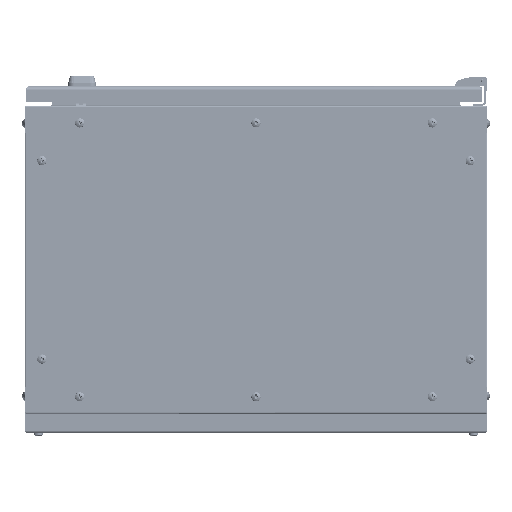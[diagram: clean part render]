
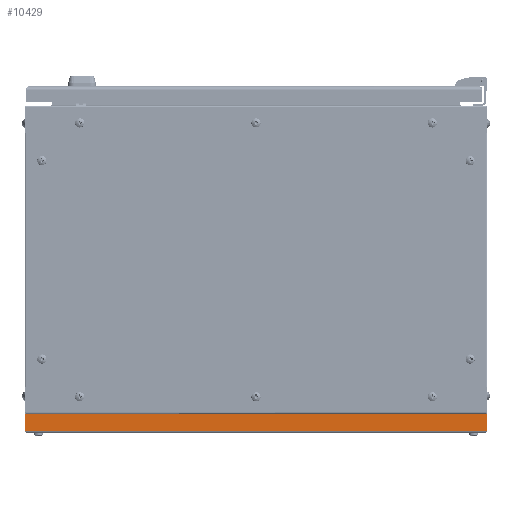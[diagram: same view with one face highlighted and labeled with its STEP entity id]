
A CAD part, front view. The second image highlights one B-rep face of the part: STEP entity #10429.
In plain terms, the highlighted planar face has unit normal (0, -1, 0).
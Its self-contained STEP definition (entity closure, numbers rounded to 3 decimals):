
#438 = ORIENTED_EDGE ( 'NONE', *, *, #95586, .F. ) ;
#2242 = ORIENTED_EDGE ( 'NONE', *, *, #54702, .F. ) ;
#8814 = PLANE ( 'NONE',  #127626 ) ;
#10263 = DIRECTION ( 'NONE',  ( 0., 1., 0. ) ) ;
#10429 = ADVANCED_FACE ( 'NONE', ( #18974 ), #8814, .F. ) ;
#10599 = CARTESIAN_POINT ( 'NONE',  ( 598.859, 0., 1. ) ) ;
#14903 = DIRECTION ( 'NONE',  ( -1., 0., 0. ) ) ;
#16849 = VECTOR ( 'NONE', #139013, 1000. ) ;
#18974 = FACE_OUTER_BOUND ( 'NONE', #22529, .T. ) ;
#22529 = EDGE_LOOP ( 'NONE', ( #438, #125021, #80413, #2242 ) ) ;
#36659 = LINE ( 'NONE', #135398, #74508 ) ;
#40174 = VECTOR ( 'NONE', #66714, 1000. ) ;
#42176 = CARTESIAN_POINT ( 'NONE',  ( 0., 0., 0. ) ) ;
#42832 = VERTEX_POINT ( 'NONE', #10599 ) ;
#53929 = VERTEX_POINT ( 'NONE', #108459 ) ;
#53983 = VECTOR ( 'NONE', #116971, 1000. ) ;
#54702 = EDGE_CURVE ( 'NONE', #84709, #137615, #83113, .T. ) ;
#56555 = LINE ( 'NONE', #124039, #40174 ) ;
#60378 = CARTESIAN_POINT ( 'NONE',  ( 0., 0., 1. ) ) ;
#62549 = EDGE_CURVE ( 'NONE', #42832, #53929, #56555, .T. ) ;
#66714 = DIRECTION ( 'NONE',  ( 0., 0., 1. ) ) ;
#74508 = VECTOR ( 'NONE', #14903, 1000. ) ;
#76875 = CARTESIAN_POINT ( 'NONE',  ( 1.141, 0., 1. ) ) ;
#79017 = EDGE_CURVE ( 'NONE', #53929, #137615, #36659, .T. ) ;
#80413 = ORIENTED_EDGE ( 'NONE', *, *, #79017, .T. ) ;
#83113 = LINE ( 'NONE', #126007, #16849 ) ;
#84709 = VERTEX_POINT ( 'NONE', #76875 ) ;
#95586 = EDGE_CURVE ( 'NONE', #42832, #84709, #129281, .T. ) ;
#108459 = CARTESIAN_POINT ( 'NONE',  ( 598.859, 0., 23. ) ) ;
#116971 = DIRECTION ( 'NONE',  ( -1., 0., 0. ) ) ;
#124039 = CARTESIAN_POINT ( 'NONE',  ( 598.859, 0., 1. ) ) ;
#125021 = ORIENTED_EDGE ( 'NONE', *, *, #62549, .T. ) ;
#126007 = CARTESIAN_POINT ( 'NONE',  ( 1.141, 0., 1. ) ) ;
#127626 = AXIS2_PLACEMENT_3D ( 'NONE', #42176, #10263, #130730 ) ;
#129281 = LINE ( 'NONE', #60378, #53983 ) ;
#130730 = DIRECTION ( 'NONE',  ( 0., 0., 1. ) ) ;
#135398 = CARTESIAN_POINT ( 'NONE',  ( 0., 0., 23. ) ) ;
#137615 = VERTEX_POINT ( 'NONE', #140237 ) ;
#139013 = DIRECTION ( 'NONE',  ( 0., 0., 1. ) ) ;
#140237 = CARTESIAN_POINT ( 'NONE',  ( 1.141, 0., 23. ) ) ;
